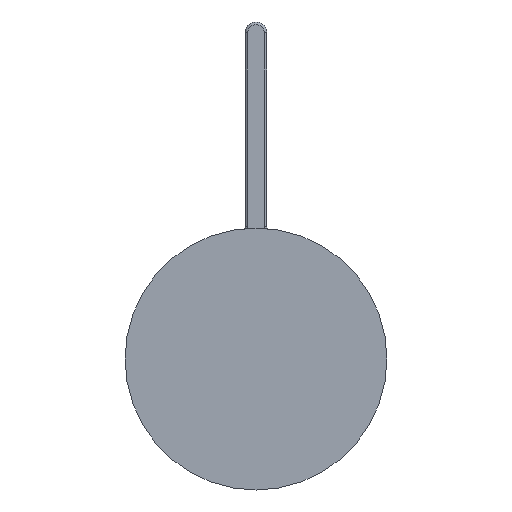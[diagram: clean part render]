
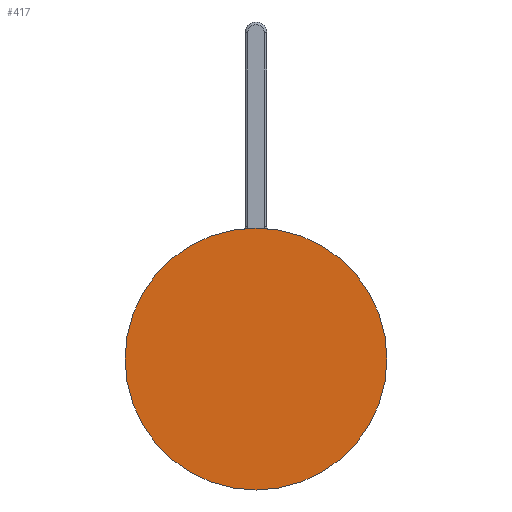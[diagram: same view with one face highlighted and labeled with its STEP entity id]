
A CAD part, front view. The second image highlights one B-rep face of the part: STEP entity #417.
In plain terms, the highlighted planar face has unit normal (0, -1, 0).
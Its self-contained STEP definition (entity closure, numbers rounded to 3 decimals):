
#417 = ADVANCED_FACE ( 'NONE', ( #1047 ), #1262, .T. ) ;
#583 = VERTEX_POINT ( 'NONE', #2449 ) ;
#759 = DIRECTION ( 'NONE',  ( 0., 0., -1. ) ) ;
#761 = DIRECTION ( 'NONE',  ( 0., -1., 0. ) ) ;
#805 = CARTESIAN_POINT ( 'NONE',  ( 0., 0., 0. ) ) ;
#837 = CIRCLE ( 'NONE', #1739, 39. ) ;
#1047 = FACE_OUTER_BOUND ( 'NONE', #1272, .T. ) ;
#1191 = CARTESIAN_POINT ( 'NONE',  ( 0., 0., 0. ) ) ;
#1197 = DIRECTION ( 'NONE',  ( 0., 1., 0. ) ) ;
#1200 = DIRECTION ( 'NONE',  ( 0., 0., 1. ) ) ;
#1201 = EDGE_CURVE ( 'NONE', #583, #583, #837, .T. ) ;
#1262 = PLANE ( 'NONE',  #2875 ) ;
#1272 = EDGE_LOOP ( 'NONE', ( #1706 ) ) ;
#1706 = ORIENTED_EDGE ( 'NONE', *, *, #1201, .F. ) ;
#1739 = AXIS2_PLACEMENT_3D ( 'NONE', #1191, #1197, #1200 ) ;
#2449 = CARTESIAN_POINT ( 'NONE',  ( 0., 0., 39. ) ) ;
#2875 = AXIS2_PLACEMENT_3D ( 'NONE', #805, #761, #759 ) ;
